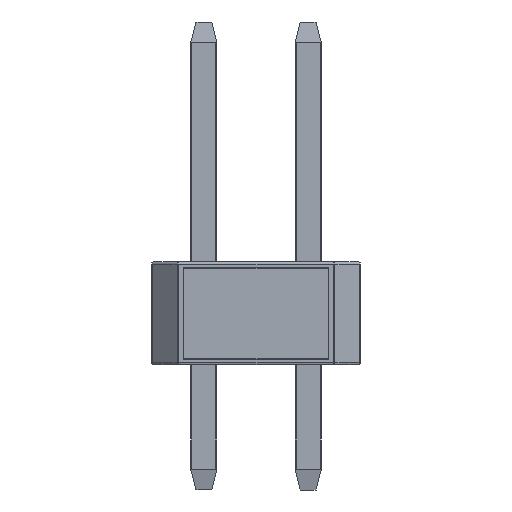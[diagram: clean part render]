
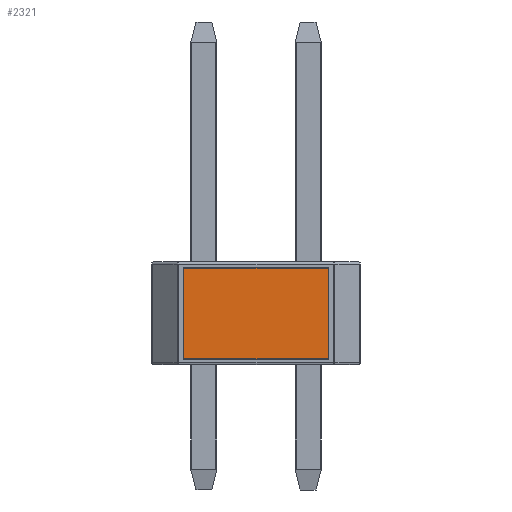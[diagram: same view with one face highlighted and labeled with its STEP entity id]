
A CAD part, left-side view. The second image highlights one B-rep face of the part: STEP entity #2321.
In plain terms, the highlighted planar face has unit normal (-1, 0, 0).
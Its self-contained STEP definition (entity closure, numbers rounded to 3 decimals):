
#370=FACE_OUTER_BOUND('',#496,.T.);
#496=EDGE_LOOP('',(#1898,#1899,#1900,#1901));
#635=LINE('',#3603,#851);
#636=LINE('',#3608,#852);
#639=LINE('',#3616,#855);
#641=LINE('',#3619,#857);
#851=VECTOR('',#2880,10.);
#852=VECTOR('',#2885,10.);
#855=VECTOR('',#2894,10.);
#857=VECTOR('',#2898,10.);
#1048=VERTEX_POINT('',#3600);
#1049=VERTEX_POINT('',#3602);
#1050=VERTEX_POINT('',#3606);
#1051=VERTEX_POINT('',#3607);
#1264=EDGE_CURVE('',#1049,#1048,#635,.T.);
#1266=EDGE_CURVE('',#1050,#1051,#636,.T.);
#1271=EDGE_CURVE('',#1048,#1050,#639,.T.);
#1273=EDGE_CURVE('',#1051,#1049,#641,.T.);
#1898=ORIENTED_EDGE('',*,*,#1271,.T.);
#1899=ORIENTED_EDGE('',*,*,#1266,.T.);
#1900=ORIENTED_EDGE('',*,*,#1273,.T.);
#1901=ORIENTED_EDGE('',*,*,#1264,.T.);
#2084=PLANE('',#2567);
#2321=ADVANCED_FACE('',(#370),#2084,.T.);
#2567=AXIS2_PLACEMENT_3D('',#3817,#3149,#3150);
#2880=DIRECTION('',(0.,1.,0.));
#2885=DIRECTION('',(0.,-1.,0.));
#2894=DIRECTION('',(0.,0.,-1.));
#2898=DIRECTION('',(0.,0.,1.));
#3149=DIRECTION('center_axis',(-1.,0.,0.));
#3150=DIRECTION('ref_axis',(0.,0.,1.));
#3600=CARTESIAN_POINT('',(-1.27,3.023,2.35));
#3602=CARTESIAN_POINT('',(-1.27,-0.488,2.35));
#3603=CARTESIAN_POINT('',(-1.27,3.023,2.35));
#3606=CARTESIAN_POINT('',(-1.27,3.023,0.15));
#3607=CARTESIAN_POINT('',(-1.27,-0.488,0.15));
#3608=CARTESIAN_POINT('',(-1.27,-0.488,0.15));
#3616=CARTESIAN_POINT('',(-1.27,3.023,0.15));
#3619=CARTESIAN_POINT('',(-1.27,-0.488,2.35));
#3817=CARTESIAN_POINT('Origin',(-1.27,1.268,1.25));
